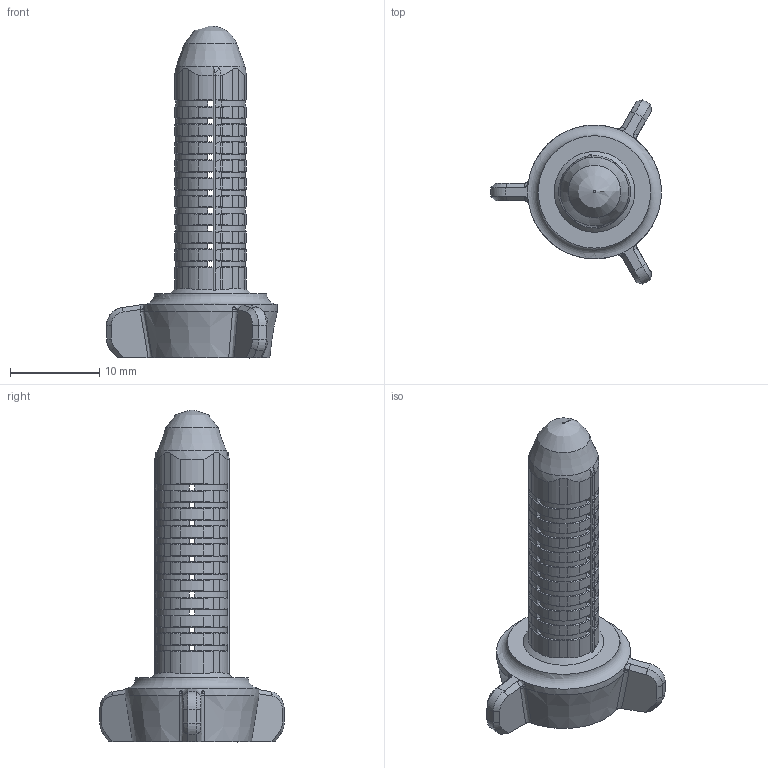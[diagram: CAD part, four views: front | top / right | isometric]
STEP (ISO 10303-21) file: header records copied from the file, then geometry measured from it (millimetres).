
FILE_DESCRIPTION(/* description */ ('-'),/* implementation_level */ '2;1');
FILE_NAME(/* name */ 'dudlik_produkcni_mk_II.stp',/* time_stamp */ '2021-01-15T13:31:00+01:00',/* author */ ('honzi'),/* organization */ (''),/* preprocessor_version */ 'ST-DEVELOPER v18.1',/* originating_system */ 'Autodesk Inventor 2021',/* authorisation */ '');
FILE_SCHEMA (('AUTOMOTIVE_DESIGN { 1 0 10303 214 3 1 1 }'));
Length unit declared in the file: millimetre
Products named in the file (1): dudlik_produkcni_mk_II
Bounding box: 19.15 x 20.66 x 37.2 mm (x, y, z)
Volume: 2193.6 mm3; surface area: 2061.8 mm2
Topology: 1 solids, 1 shells, 699 faces, 1953 edges, 1206 vertices
Faces by surface type: cylinder 302, plane 179, cone 135, bspline 76, torus 7
Full cylindrical faces by diameter (mm): 3 x1, 6.261 x2, 7.1 x3
Entity records: 25923 total; most frequent: CARTESIAN_POINT 9081, ORIENTED_EDGE 3900, DIRECTION 3067, EDGE_CURVE 1950, VERTEX_POINT 1206, AXIS2_PLACEMENT_3D 1174, EDGE_LOOP 732, LINE 719
